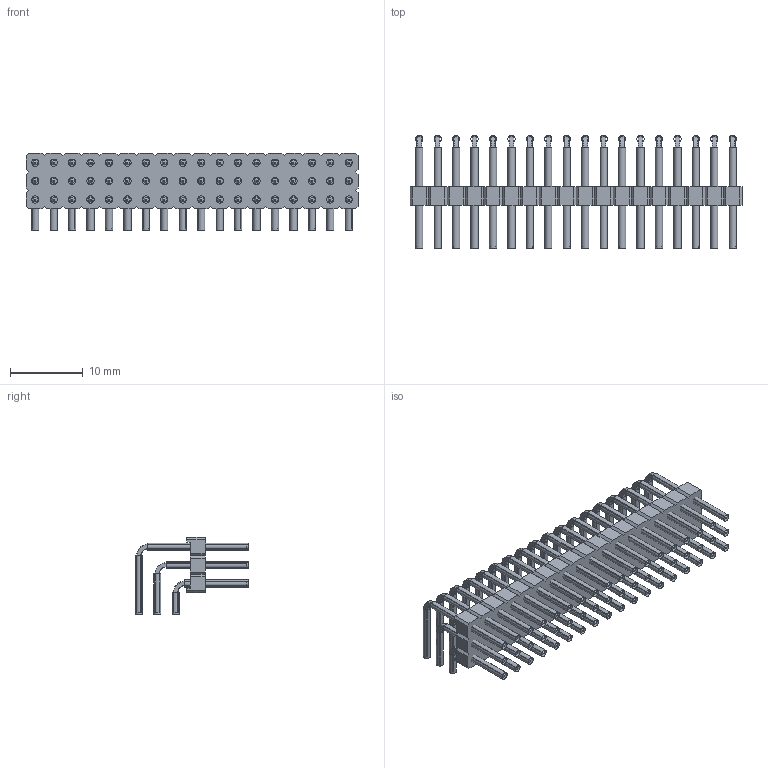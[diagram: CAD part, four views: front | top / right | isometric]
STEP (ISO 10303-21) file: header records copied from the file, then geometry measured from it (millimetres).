
FILE_DESCRIPTION(/* description */ ('-'),/* implementation_level */ '2;1');
FILE_NAME(/* name */ 'Stiftleiste, RM 2,54 mm - 6-3 mm, gewinkelt 90° stehend - 3 x 18 - schwarz',/* time_stamp */ '2022-04-29T19:04:41+02:00',/* author */ ('c.wilms'),/* organization */ ('-'),/* preprocessor_version */ 'ST-DEVELOPER v16.7',/* originating_system */ 'Solid Edge',/* authorisation */ 'Unknown');
FILE_SCHEMA (('AUTOMOTIVE_DESIGN { 1 0 10303 214 3 1 1 }','AUTOMOTIVE_DESIGN {1 0 10303 214 3 1 1}'));
Length unit declared in the file: millimetre
Products named in the file (5): Stiftleiste, RM 2,54 mm - 6-3 mm, gewinkelt 90° stehend - 3 x 18 - sc
hwarz; Stiftleiste, RM 2,54 mm - Träger - 3 x 18 - schwarz; Stiftleiste, RM 2,54 mm - Stift, Reihe 1 -  6-3 mm, gewinkelt 90° ste
hend; Stiftleiste, RM 2,54 mm - Stift, Reihe 3 -  6-3 mm, gewinkelt 90° ste
hend; Stiftleiste, RM 2,54 mm - Stift, Reihe 2 -  6-3 mm, gewinkelt 90° ste
hend
Assembly tree (55 placements, depth 2):
  Stiftleiste, RM 2,54 mm - 6-3 mm, gewinkelt 90° stehend - 3 x 18 - sc
hwarz
    Stiftleiste, RM 2,54 mm - Träger - 3 x 18 - schwarz
    Stiftleiste, RM 2,54 mm - Stift, Reihe 1 -  6-3 mm, gewinkelt 90° ste
hend  x18
    Stiftleiste, RM 2,54 mm - Stift, Reihe 3 -  6-3 mm, gewinkelt 90° ste
hend  x18
    Stiftleiste, RM 2,54 mm - Stift, Reihe 2 -  6-3 mm, gewinkelt 90° ste
hend  x18
Bounding box: 45.72 x 15.64 x 10.62 mm (x, y, z)
Volume: 1094.3 mm3; surface area: 6655.6 mm2
Topology: 55 solids, 163 shells, 2288 faces, 6102 edges, 3924 vertices
Faces by surface type: plane 1208, cylinder 864, torus 216
Full cylindrical faces by diameter (mm): 1 x108
Entity records: 22563 total; most frequent: CARTESIAN_POINT 3898, DIRECTION 3878, ORIENTED_EDGE 3816, EDGE_CURVE 1914, LINE 1374, VECTOR 1374, VERTEX_POINT 1272, AXIS2_PLACEMENT_3D 1252
